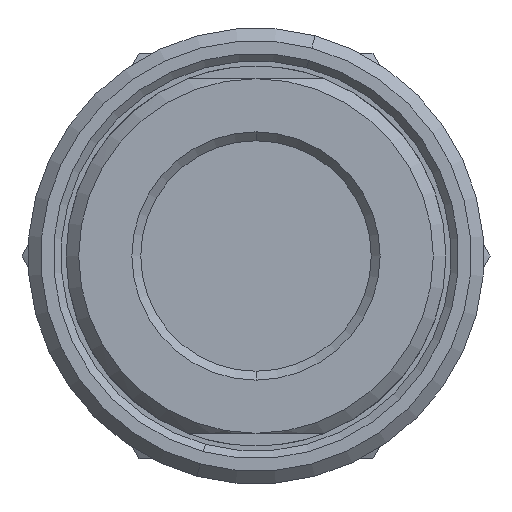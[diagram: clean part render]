
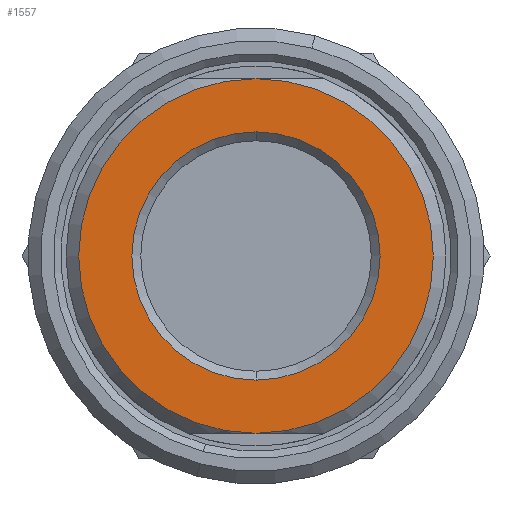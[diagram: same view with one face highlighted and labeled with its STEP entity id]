
A CAD part, front view. The second image highlights one B-rep face of the part: STEP entity #1557.
In plain terms, the highlighted planar face has unit normal (0, -1, 0).
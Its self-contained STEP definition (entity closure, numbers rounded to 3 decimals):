
#131 = ORIENTED_EDGE ( 'NONE', *, *, #3400, .T. ) ;
#132 = ORIENTED_EDGE ( 'NONE', *, *, #3401, .T. ) ;
#133 = ORIENTED_EDGE ( 'NONE', *, *, #3420, .T. ) ;
#134 = ORIENTED_EDGE ( 'NONE', *, *, #3399, .T. ) ;
#210 = VERTEX_POINT ( 'NONE', #2419 ) ;
#443 = EDGE_LOOP ( 'NONE', ( #131, #132 ) ) ;
#505 = EDGE_LOOP ( 'NONE', ( #133, #134 ) ) ;
#517 = VERTEX_POINT ( 'NONE', #2525 ) ;
#811 = PLANE ( 'NONE',  #2154 ) ;
#818 = CARTESIAN_POINT ( 'NONE',  ( 0., 0., 0. ) ) ;
#1242 = VERTEX_POINT ( 'NONE', #2553 ) ;
#1557 = ADVANCED_FACE ( 'NONE', ( #2694, #2695 ), #811, .T. ) ;
#1631 = CARTESIAN_POINT ( 'NONE',  ( 0., 0., 7. ) ) ;
#1731 = CARTESIAN_POINT ( 'NONE',  ( 0., 0., 0. ) ) ;
#1732 = DIRECTION ( 'NONE',  ( 0., 1., 0. ) ) ;
#1733 = DIRECTION ( 'NONE',  ( 0., 0., 1. ) ) ;
#1735 = CARTESIAN_POINT ( 'NONE',  ( 0., 0., 0. ) ) ;
#1736 = DIRECTION ( 'NONE',  ( 0., -1., 0. ) ) ;
#1737 = DIRECTION ( 'NONE',  ( 0., 0., -1. ) ) ;
#1740 = CARTESIAN_POINT ( 'NONE',  ( 0., 0., 0. ) ) ;
#1741 = DIRECTION ( 'NONE',  ( 0., -1., 0. ) ) ;
#1742 = DIRECTION ( 'NONE',  ( 0., 0., -1. ) ) ;
#1800 = CARTESIAN_POINT ( 'NONE',  ( 0., 0., 0. ) ) ;
#1801 = DIRECTION ( 'NONE',  ( 0., 1., 0. ) ) ;
#1802 = DIRECTION ( 'NONE',  ( 0., 0., 1. ) ) ;
#2154 = AXIS2_PLACEMENT_3D ( 'NONE', #818, #2703, #2704 ) ;
#2419 = CARTESIAN_POINT ( 'NONE',  ( 0., 0., -4.9 ) ) ;
#2525 = CARTESIAN_POINT ( 'NONE',  ( 0., 0., 4.9 ) ) ;
#2553 = CARTESIAN_POINT ( 'NONE',  ( 0., 0., -7. ) ) ;
#2694 = FACE_OUTER_BOUND ( 'NONE', #443, .T. ) ;
#2695 = FACE_BOUND ( 'NONE', #505, .T. ) ;
#2703 = DIRECTION ( 'NONE',  ( 0., -1., 0. ) ) ;
#2704 = DIRECTION ( 'NONE',  ( 0., 0., -1. ) ) ;
#3004 = CIRCLE ( 'NONE', #3237, 4.9 ) ;
#3006 = CIRCLE ( 'NONE', #3238, 7. ) ;
#3007 = CIRCLE ( 'NONE', #3239, 7. ) ;
#3031 = CIRCLE ( 'NONE', #3249, 4.9 ) ;
#3237 = AXIS2_PLACEMENT_3D ( 'NONE', #1731, #1732, #1733 ) ;
#3238 = AXIS2_PLACEMENT_3D ( 'NONE', #1735, #1736, #1737 ) ;
#3239 = AXIS2_PLACEMENT_3D ( 'NONE', #1740, #1741, #1742 ) ;
#3249 = AXIS2_PLACEMENT_3D ( 'NONE', #1800, #1801, #1802 ) ;
#3321 = VERTEX_POINT ( 'NONE', #1631 ) ;
#3399 = EDGE_CURVE ( 'NONE', #517, #210, #3004, .T. ) ;
#3400 = EDGE_CURVE ( 'NONE', #3321, #1242, #3006, .T. ) ;
#3401 = EDGE_CURVE ( 'NONE', #1242, #3321, #3007, .T. ) ;
#3420 = EDGE_CURVE ( 'NONE', #210, #517, #3031, .T. ) ;
